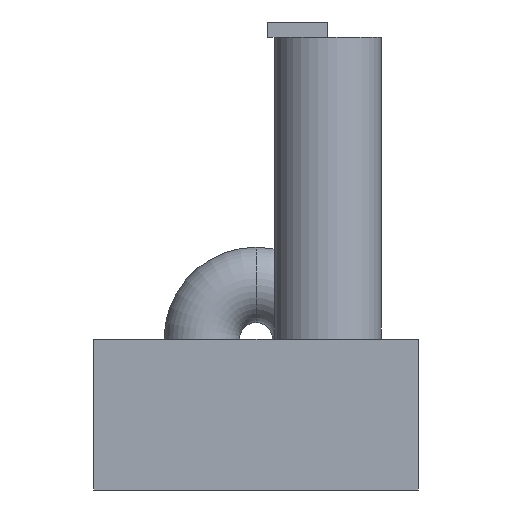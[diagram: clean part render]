
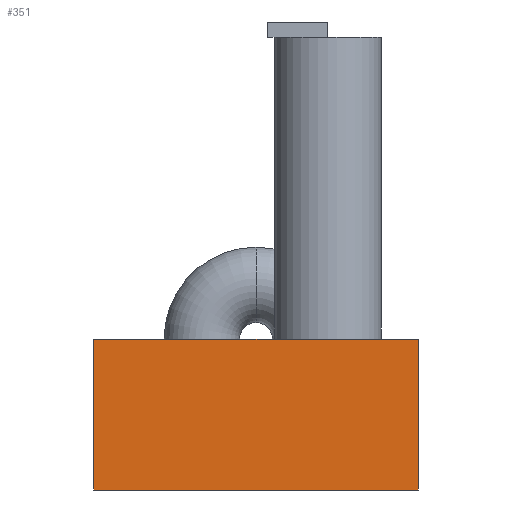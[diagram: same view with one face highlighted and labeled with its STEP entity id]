
A CAD part, left-side view. The second image highlights one B-rep face of the part: STEP entity #351.
In plain terms, the highlighted planar face has unit normal (-1, 0, 0).
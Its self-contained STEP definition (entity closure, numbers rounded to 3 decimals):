
#48 = VERTEX_POINT('',#49);
#49 = CARTESIAN_POINT('',(-20.,0.,0.));
#58 = PLANE('',#59);
#59 = AXIS2_PLACEMENT_3D('',#60,#61,#62);
#60 = CARTESIAN_POINT('',(0.,0.,0.));
#61 = DIRECTION('',(-0.,1.,0.));
#62 = DIRECTION('',(0.,0.,1.));
#70 = PLANE('',#71);
#71 = AXIS2_PLACEMENT_3D('',#72,#73,#74);
#72 = CARTESIAN_POINT('',(0.,0.,0.));
#73 = DIRECTION('',(0.,0.,1.));
#74 = DIRECTION('',(1.,0.,-0.));
#82 = EDGE_CURVE('',#48,#83,#85,.T.);
#83 = VERTEX_POINT('',#84);
#84 = CARTESIAN_POINT('',(-20.,0.,10.));
#85 = SURFACE_CURVE('',#86,(#90,#97),.PCURVE_S1.);
#86 = LINE('',#87,#88);
#87 = CARTESIAN_POINT('',(-20.,0.,0.));
#88 = VECTOR('',#89,1.);
#89 = DIRECTION('',(0.,0.,1.));
#90 = PCURVE('',#58,#91);
#91 = DEFINITIONAL_REPRESENTATION('',(#92),#96);
#92 = LINE('',#93,#94);
#93 = CARTESIAN_POINT('',(0.,-20.));
#94 = VECTOR('',#95,1.);
#95 = DIRECTION('',(1.,0.));
#96 = ( GEOMETRIC_REPRESENTATION_CONTEXT(2) 
PARAMETRIC_REPRESENTATION_CONTEXT() REPRESENTATION_CONTEXT('2D SPACE',''
  ) );
#97 = PCURVE('',#98,#103);
#98 = PLANE('',#99);
#99 = AXIS2_PLACEMENT_3D('',#100,#101,#102);
#100 = CARTESIAN_POINT('',(-20.,0.,0.));
#101 = DIRECTION('',(1.,0.,-0.));
#102 = DIRECTION('',(0.,0.,1.));
#103 = DEFINITIONAL_REPRESENTATION('',(#104),#108);
#104 = LINE('',#105,#106);
#105 = CARTESIAN_POINT('',(0.,0.));
#106 = VECTOR('',#107,1.);
#107 = DIRECTION('',(1.,0.));
#108 = ( GEOMETRIC_REPRESENTATION_CONTEXT(2) 
PARAMETRIC_REPRESENTATION_CONTEXT() REPRESENTATION_CONTEXT('2D SPACE',''
  ) );
#126 = PLANE('',#127);
#127 = AXIS2_PLACEMENT_3D('',#128,#129,#130);
#128 = CARTESIAN_POINT('',(-20.,0.,10.));
#129 = DIRECTION('',(0.,0.,1.));
#130 = DIRECTION('',(1.,0.,-0.));
#280 = VERTEX_POINT('',#281);
#281 = CARTESIAN_POINT('',(-20.,21.5,0.));
#297 = PLANE('',#298);
#298 = AXIS2_PLACEMENT_3D('',#299,#300,#301);
#299 = CARTESIAN_POINT('',(0.,21.5,0.));
#300 = DIRECTION('',(-0.,1.,0.));
#301 = DIRECTION('',(0.,0.,1.));
#309 = EDGE_CURVE('',#48,#280,#310,.T.);
#310 = SURFACE_CURVE('',#311,(#315,#322),.PCURVE_S1.);
#311 = LINE('',#312,#313);
#312 = CARTESIAN_POINT('',(-20.,0.,0.));
#313 = VECTOR('',#314,1.);
#314 = DIRECTION('',(-0.,1.,0.));
#315 = PCURVE('',#70,#316);
#316 = DEFINITIONAL_REPRESENTATION('',(#317),#321);
#317 = LINE('',#318,#319);
#318 = CARTESIAN_POINT('',(-20.,0.));
#319 = VECTOR('',#320,1.);
#320 = DIRECTION('',(0.,1.));
#321 = ( GEOMETRIC_REPRESENTATION_CONTEXT(2) 
PARAMETRIC_REPRESENTATION_CONTEXT() REPRESENTATION_CONTEXT('2D SPACE',''
  ) );
#322 = PCURVE('',#98,#323);
#323 = DEFINITIONAL_REPRESENTATION('',(#324),#328);
#324 = LINE('',#325,#326);
#325 = CARTESIAN_POINT('',(0.,0.));
#326 = VECTOR('',#327,1.);
#327 = DIRECTION('',(0.,-1.));
#328 = ( GEOMETRIC_REPRESENTATION_CONTEXT(2) 
PARAMETRIC_REPRESENTATION_CONTEXT() REPRESENTATION_CONTEXT('2D SPACE',''
  ) );
#351 = ADVANCED_FACE('',(#352),#98,.F.);
#352 = FACE_BOUND('',#353,.F.);
#353 = EDGE_LOOP('',(#354,#355,#356,#379));
#354 = ORIENTED_EDGE('',*,*,#82,.F.);
#355 = ORIENTED_EDGE('',*,*,#309,.T.);
#356 = ORIENTED_EDGE('',*,*,#357,.T.);
#357 = EDGE_CURVE('',#280,#358,#360,.T.);
#358 = VERTEX_POINT('',#359);
#359 = CARTESIAN_POINT('',(-20.,21.5,10.));
#360 = SURFACE_CURVE('',#361,(#365,#372),.PCURVE_S1.);
#361 = LINE('',#362,#363);
#362 = CARTESIAN_POINT('',(-20.,21.5,0.));
#363 = VECTOR('',#364,1.);
#364 = DIRECTION('',(0.,0.,1.));
#365 = PCURVE('',#98,#366);
#366 = DEFINITIONAL_REPRESENTATION('',(#367),#371);
#367 = LINE('',#368,#369);
#368 = CARTESIAN_POINT('',(0.,-21.5));
#369 = VECTOR('',#370,1.);
#370 = DIRECTION('',(1.,0.));
#371 = ( GEOMETRIC_REPRESENTATION_CONTEXT(2) 
PARAMETRIC_REPRESENTATION_CONTEXT() REPRESENTATION_CONTEXT('2D SPACE',''
  ) );
#372 = PCURVE('',#297,#373);
#373 = DEFINITIONAL_REPRESENTATION('',(#374),#378);
#374 = LINE('',#375,#376);
#375 = CARTESIAN_POINT('',(0.,-20.));
#376 = VECTOR('',#377,1.);
#377 = DIRECTION('',(1.,0.));
#378 = ( GEOMETRIC_REPRESENTATION_CONTEXT(2) 
PARAMETRIC_REPRESENTATION_CONTEXT() REPRESENTATION_CONTEXT('2D SPACE',''
  ) );
#379 = ORIENTED_EDGE('',*,*,#380,.F.);
#380 = EDGE_CURVE('',#83,#358,#381,.T.);
#381 = SURFACE_CURVE('',#382,(#386,#393),.PCURVE_S1.);
#382 = LINE('',#383,#384);
#383 = CARTESIAN_POINT('',(-20.,0.,10.));
#384 = VECTOR('',#385,1.);
#385 = DIRECTION('',(-0.,1.,0.));
#386 = PCURVE('',#98,#387);
#387 = DEFINITIONAL_REPRESENTATION('',(#388),#392);
#388 = LINE('',#389,#390);
#389 = CARTESIAN_POINT('',(10.,0.));
#390 = VECTOR('',#391,1.);
#391 = DIRECTION('',(0.,-1.));
#392 = ( GEOMETRIC_REPRESENTATION_CONTEXT(2) 
PARAMETRIC_REPRESENTATION_CONTEXT() REPRESENTATION_CONTEXT('2D SPACE',''
  ) );
#393 = PCURVE('',#126,#394);
#394 = DEFINITIONAL_REPRESENTATION('',(#395),#399);
#395 = LINE('',#396,#397);
#396 = CARTESIAN_POINT('',(0.,0.));
#397 = VECTOR('',#398,1.);
#398 = DIRECTION('',(0.,1.));
#399 = ( GEOMETRIC_REPRESENTATION_CONTEXT(2) 
PARAMETRIC_REPRESENTATION_CONTEXT() REPRESENTATION_CONTEXT('2D SPACE',''
  ) );
